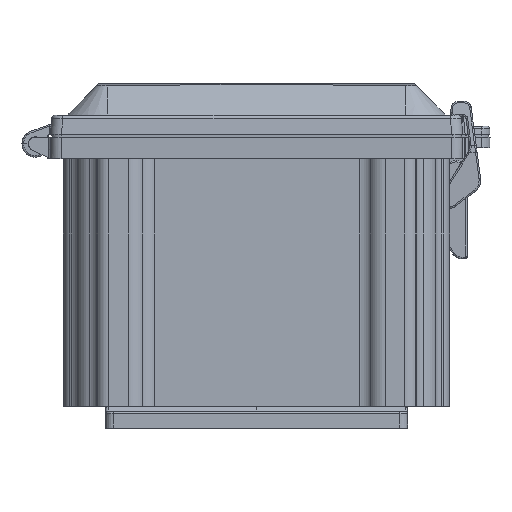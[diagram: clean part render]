
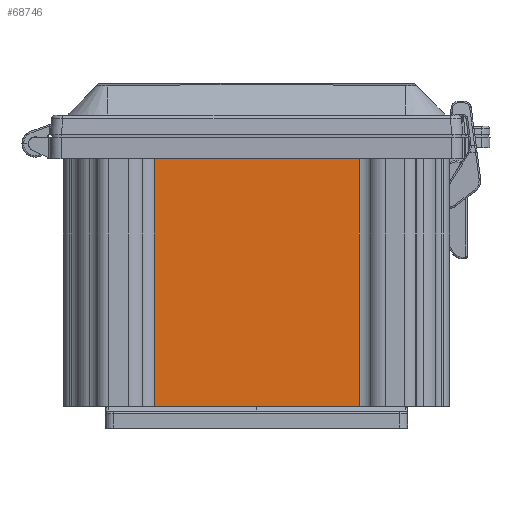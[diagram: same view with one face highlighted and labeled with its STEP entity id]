
A CAD part, front view. The second image highlights one B-rep face of the part: STEP entity #68746.
In plain terms, the highlighted planar face has unit normal (0, -1, 0).
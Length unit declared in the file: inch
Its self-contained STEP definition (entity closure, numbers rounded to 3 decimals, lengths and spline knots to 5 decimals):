
#2699 = DIRECTION ( 'NONE',  ( -1., 0., 0. ) ) ;
#3938 = CARTESIAN_POINT ( 'NONE',  ( 2.33965, -5.1149, -3.65335 ) ) ;
#4194 = CARTESIAN_POINT ( 'NONE',  ( 2.33965, -5.1149, 1.98665 ) ) ;
#4735 = EDGE_CURVE ( 'NONE', #14867, #71748, #57219, .T. ) ;
#6691 = VECTOR ( 'NONE', #2699, 39.37008 ) ;
#7761 = CARTESIAN_POINT ( 'NONE',  ( 2.33965, -5.1149, -17.5984 ) ) ;
#9118 = EDGE_CURVE ( 'NONE', #25496, #71748, #58184, .T. ) ;
#10541 = AXIS2_PLACEMENT_3D ( 'NONE', #7761, #30611, #53503 ) ;
#11306 = LINE ( 'NONE', #12058, #21631 ) ;
#11690 = VECTOR ( 'NONE', #27622, 39.37008 ) ;
#12058 = CARTESIAN_POINT ( 'NONE',  ( 2.33965, -5.1149, -17.5984 ) ) ;
#14867 = VERTEX_POINT ( 'NONE', #15608 ) ;
#15608 = CARTESIAN_POINT ( 'NONE',  ( -2.33965, -5.1149, -3.65335 ) ) ;
#21194 = VERTEX_POINT ( 'NONE', #3938 ) ;
#21631 = VECTOR ( 'NONE', #34181, 39.37008 ) ;
#24738 = CARTESIAN_POINT ( 'NONE',  ( -2.33965, -5.1149, 1.98665 ) ) ;
#25496 = VERTEX_POINT ( 'NONE', #4194 ) ;
#26465 = VECTOR ( 'NONE', #59063, 39.37008 ) ;
#27622 = DIRECTION ( 'NONE',  ( 0., 0., 1. ) ) ;
#30611 = DIRECTION ( 'NONE',  ( 0., 1., 0. ) ) ;
#30994 = PLANE ( 'NONE',  #10541 ) ;
#31613 = ORIENTED_EDGE ( 'NONE', *, *, #4735, .F. ) ;
#33262 = CARTESIAN_POINT ( 'NONE',  ( -2.33965, -5.1149, -17.5984 ) ) ;
#34181 = DIRECTION ( 'NONE',  ( 0., 0., 1. ) ) ;
#36685 = EDGE_LOOP ( 'NONE', ( #41626, #52940, #31613, #61197 ) ) ;
#36805 = CARTESIAN_POINT ( 'NONE',  ( 2.33965, -5.1149, 1.98665 ) ) ;
#41626 = ORIENTED_EDGE ( 'NONE', *, *, #67386, .T. ) ;
#46067 = EDGE_CURVE ( 'NONE', #21194, #14867, #54548, .T. ) ;
#52940 = ORIENTED_EDGE ( 'NONE', *, *, #9118, .T. ) ;
#53503 = DIRECTION ( 'NONE',  ( -1., 0., 0. ) ) ;
#54548 = LINE ( 'NONE', #66188, #26465 ) ;
#57219 = LINE ( 'NONE', #33262, #11690 ) ;
#58184 = LINE ( 'NONE', #36805, #6691 ) ;
#59063 = DIRECTION ( 'NONE',  ( -1., 0., 0. ) ) ;
#61197 = ORIENTED_EDGE ( 'NONE', *, *, #46067, .F. ) ;
#64747 = FACE_OUTER_BOUND ( 'NONE', #36685, .T. ) ;
#66188 = CARTESIAN_POINT ( 'NONE',  ( 2.33965, -5.1149, -3.65335 ) ) ;
#67386 = EDGE_CURVE ( 'NONE', #21194, #25496, #11306, .T. ) ;
#68746 = ADVANCED_FACE ( 'NONE', ( #64747 ), #30994, .F. ) ;
#71748 = VERTEX_POINT ( 'NONE', #24738 ) ;
